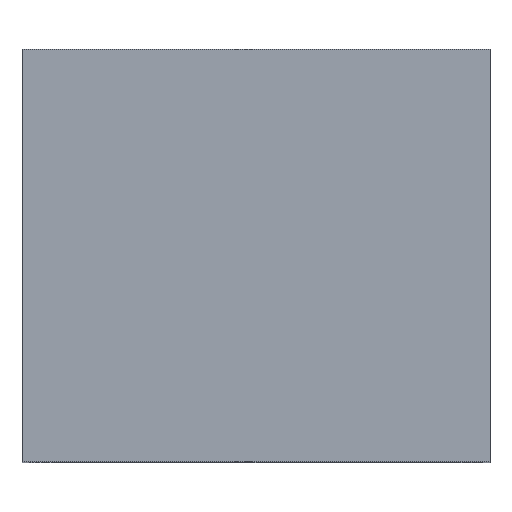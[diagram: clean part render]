
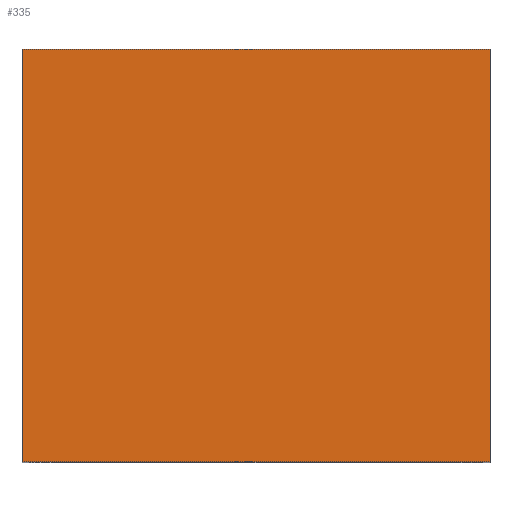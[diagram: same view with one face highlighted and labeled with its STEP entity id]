
A CAD part, top view. The second image highlights one B-rep face of the part: STEP entity #335.
In plain terms, the highlighted planar face has unit normal (0, 0, 1).
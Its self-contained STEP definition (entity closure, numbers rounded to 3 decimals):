
#40=ORIENTED_EDGE('',*,*,#136,.F.);
#41=ORIENTED_EDGE('',*,*,#137,.F.);
#42=ORIENTED_EDGE('',*,*,#138,.T.);
#43=ORIENTED_EDGE('',*,*,#139,.T.);
#136=EDGE_CURVE('',#184,#185,#212,.T.);
#137=EDGE_CURVE('',#186,#184,#213,.T.);
#138=EDGE_CURVE('',#186,#187,#214,.T.);
#139=EDGE_CURVE('',#187,#185,#215,.T.);
#184=VERTEX_POINT('',#527);
#185=VERTEX_POINT('',#528);
#186=VERTEX_POINT('',#530);
#187=VERTEX_POINT('',#532);
#212=LINE('',#526,#244);
#213=LINE('',#529,#245);
#214=LINE('',#531,#246);
#215=LINE('',#533,#247);
#244=VECTOR('',#416,1000.);
#245=VECTOR('',#417,1000.);
#246=VECTOR('',#418,1000.);
#247=VECTOR('',#419,1000.);
#276=EDGE_LOOP('',(#40,#41,#42,#43));
#300=FACE_BOUND('',#276,.T.);
#324=PLANE('',#373);
#335=ADVANCED_FACE('',(#300),#324,.T.);
#373=AXIS2_PLACEMENT_3D('',#525,#414,#415);
#414=DIRECTION('',(0.,0.,1.));
#415=DIRECTION('',(0.,-1.,0.));
#416=DIRECTION('',(-1.,0.,0.));
#417=DIRECTION('',(0.,-1.,0.));
#418=DIRECTION('',(-1.,0.,0.));
#419=DIRECTION('',(0.,-1.,0.));
#525=CARTESIAN_POINT('',(-73.204,29.882,18.55));
#526=CARTESIAN_POINT('',(-73.204,7.022,18.55));
#527=CARTESIAN_POINT('',(-73.204,7.022,18.55));
#528=CARTESIAN_POINT('',(-99.56,7.022,18.55));
#529=CARTESIAN_POINT('',(-73.204,29.882,18.55));
#530=CARTESIAN_POINT('',(-73.204,30.263,18.55));
#531=CARTESIAN_POINT('',(-73.204,30.263,18.55));
#532=CARTESIAN_POINT('',(-99.56,30.263,18.55));
#533=CARTESIAN_POINT('',(-99.56,29.882,18.55));
